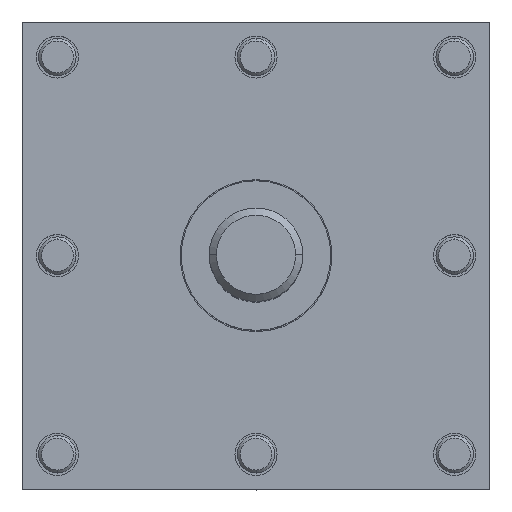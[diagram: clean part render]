
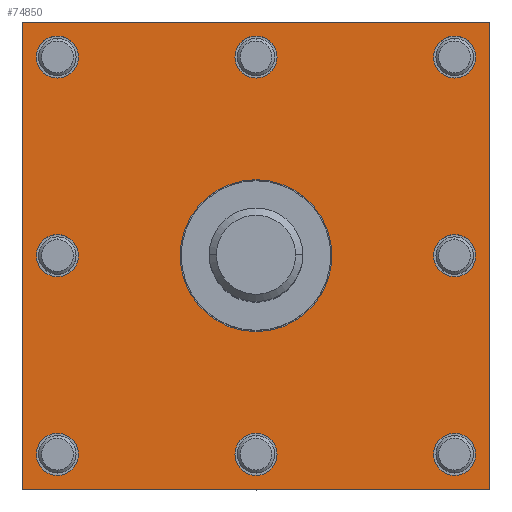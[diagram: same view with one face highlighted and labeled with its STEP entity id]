
A CAD part, top view. The second image highlights one B-rep face of the part: STEP entity #74850.
In plain terms, the highlighted face is planar.
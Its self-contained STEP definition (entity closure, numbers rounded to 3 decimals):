
#68840=CARTESIAN_POINT('',(0.,42.5,
0.));
#68850=DIRECTION('',(0.,0.,1.));
#68860=DIRECTION('',(1.,0.,0.));
#68870=AXIS2_PLACEMENT_3D('',#68840,#68850,#68860);
#68880=CIRCLE('',#68870,4.5);
#68890=CARTESIAN_POINT('',(0.,47.,0.
));
#68900=VERTEX_POINT('',#68890);
#68910=CARTESIAN_POINT('',(-4.5,42.5,0.))
;
#68920=VERTEX_POINT('',#68910);
#68930=EDGE_CURVE('',#68900,#68920,#68880,.T.);
#69160=CARTESIAN_POINT('',(4.5,42.5,0.));
#69170=VERTEX_POINT('',#69160);
#69200=EDGE_CURVE('',#69170,#68900,#68880,.T.);
#69340=CARTESIAN_POINT('',(47.,0.,
0.));
#69350=VERTEX_POINT('',#69340);
#69530=CARTESIAN_POINT('',(38.,0.,
0.));
#69540=VERTEX_POINT('',#69530);
#69570=CARTESIAN_POINT('',(42.5,0.,
0.));
#69580=DIRECTION('',(0.,0.,1.));
#69590=DIRECTION('',(1.,0.,0.));
#69600=AXIS2_PLACEMENT_3D('',#69570,#69580,#69590);
#69610=CIRCLE('',#69600,4.5);
#69620=EDGE_CURVE('',#69540,#69350,#69610,.T.);
#69720=CARTESIAN_POINT('',(0.,-42.5,
0.));
#69730=DIRECTION('',(0.,0.,1.));
#69740=DIRECTION('',(1.,0.,0.));
#69750=AXIS2_PLACEMENT_3D('',#69720,#69730,#69740);
#69760=CIRCLE('',#69750,4.5);
#69770=CARTESIAN_POINT('',(0.,-47.,
0.));
#69780=VERTEX_POINT('',#69770);
#69790=CARTESIAN_POINT('',(4.5,-42.5,0.))
;
#69800=VERTEX_POINT('',#69790);
#69810=EDGE_CURVE('',#69780,#69800,#69760,.T.);
#70080=CARTESIAN_POINT('',(-4.5,-42.5,0.));
#70090=VERTEX_POINT('',#70080);
#70120=EDGE_CURVE('',#70090,#69780,#69760,.T.);
#70260=CARTESIAN_POINT('',(-47.,0.,
0.));
#70270=VERTEX_POINT('',#70260);
#70450=CARTESIAN_POINT('',(-38.,0.,0.
));
#70460=VERTEX_POINT('',#70450);
#70490=CARTESIAN_POINT('',(-42.5,0.,
0.));
#70500=DIRECTION('',(0.,0.,1.));
#70510=DIRECTION('',(1.,0.,0.));
#70520=AXIS2_PLACEMENT_3D('',#70490,#70500,#70510);
#70530=CIRCLE('',#70520,4.5);
#70540=EDGE_CURVE('',#70460,#70270,#70530,.T.);
#70640=CARTESIAN_POINT('',(-42.5,42.5,0.));
#70650=DIRECTION('',(0.,0.,1.));
#70660=DIRECTION('',(1.,0.,0.));
#70670=AXIS2_PLACEMENT_3D('',#70640,#70650,#70660);
#70680=CIRCLE('',#70670,4.5);
#70690=CARTESIAN_POINT('',(-42.5,47.,0.));
#70700=VERTEX_POINT('',#70690);
#70710=CARTESIAN_POINT('',(-47.,42.5,0.));
#70720=VERTEX_POINT('',#70710);
#70730=EDGE_CURVE('',#70700,#70720,#70680,.T.);
#70960=CARTESIAN_POINT('',(-38.,42.5,0.));
#70970=VERTEX_POINT('',#70960);
#71000=EDGE_CURVE('',#70970,#70700,#70680,.T.);
#71140=CARTESIAN_POINT('',(38.,42.5,0.));
#71150=VERTEX_POINT('',#71140);
#71330=CARTESIAN_POINT('',(47.,42.5,0.));
#71340=VERTEX_POINT('',#71330);
#71370=CARTESIAN_POINT('',(42.5,42.5,0.));
#71380=DIRECTION('',(0.,0.,1.));
#71390=DIRECTION('',(1.,0.,0.));
#71400=AXIS2_PLACEMENT_3D('',#71370,#71380,#71390);
#71410=CIRCLE('',#71400,4.5);
#71420=EDGE_CURVE('',#71340,#71150,#71410,.T.);
#71520=CARTESIAN_POINT('',(42.5,-42.5,0.));
#71530=DIRECTION('',(0.,0.,1.));
#71540=DIRECTION('',(1.,0.,0.));
#71550=AXIS2_PLACEMENT_3D('',#71520,#71530,#71540);
#71560=CIRCLE('',#71550,4.5);
#71570=CARTESIAN_POINT('',(42.5,-47.,0.));
#71580=VERTEX_POINT('',#71570);
#71590=CARTESIAN_POINT('',(47.,-42.5,0.));
#71600=VERTEX_POINT('',#71590);
#71610=EDGE_CURVE('',#71580,#71600,#71560,.T.);
#71840=CARTESIAN_POINT('',(38.,-42.5,0.));
#71850=VERTEX_POINT('',#71840);
#71880=EDGE_CURVE('',#71850,#71580,#71560,.T.);
#72020=CARTESIAN_POINT('',(-38.,-42.5,0.));
#72030=VERTEX_POINT('',#72020);
#72210=CARTESIAN_POINT('',(-47.,-42.5,0.));
#72220=VERTEX_POINT('',#72210);
#72250=CARTESIAN_POINT('',(-42.5,-42.5,0.));
#72260=DIRECTION('',(0.,0.,1.));
#72270=DIRECTION('',(1.,0.,0.));
#72280=AXIS2_PLACEMENT_3D('',#72250,#72260,#72270);
#72290=CIRCLE('',#72280,4.5);
#72300=EDGE_CURVE('',#72220,#72030,#72290,.T.);
#72540=CARTESIAN_POINT('',(-50.,-50.,0.));
#72550=VERTEX_POINT('',#72540);
#72580=CARTESIAN_POINT('',(-50.,0.,0.));
#72590=DIRECTION('',(0.,1.,0.));
#72600=VECTOR('',#72590,1.);
#72610=LINE('',#72580,#72600);
#72620=CARTESIAN_POINT('',(-50.,50.,0.));
#72630=VERTEX_POINT('',#72620);
#72640=EDGE_CURVE('',#72550,#72630,#72610,.T.);
#73830=CARTESIAN_POINT('',(50.,-50.,0.));
#73840=VERTEX_POINT('',#73830);
#73920=CARTESIAN_POINT('',(50.,50.,0.));
#73930=VERTEX_POINT('',#73920);
#73960=CARTESIAN_POINT('',(50.,0.,0.));
#73970=DIRECTION('',(0.,-1.,0.));
#73980=VECTOR('',#73970,1.);
#73990=LINE('',#73960,#73980);
#74000=EDGE_CURVE('',#73930,#73840,#73990,.T.);
#74050=CARTESIAN_POINT('',(-49.5,49.5,0.));
#74060=DIRECTION('',(0.,0.,-1.));
#74070=DIRECTION('',(-1.,0.,0.));
#74080=AXIS2_PLACEMENT_3D('',#74050,#74060,#74070);
#74090=PLANE('',#74080);
#74100=EDGE_CURVE('',#70270,#70460,#70530,.T.);
#74110=ORIENTED_EDGE('',*,*,#74100,.T.);
#74120=ORIENTED_EDGE('',*,*,#70540,.T.);
#74130=EDGE_LOOP('',(#74120,#74110));
#74140=FACE_BOUND('',#74130,.T.);
#74150=EDGE_CURVE('',#70720,#70970,#70680,.T.);
#74160=ORIENTED_EDGE('',*,*,#74150,.T.);
#74170=ORIENTED_EDGE('',*,*,#70730,.T.);
#74180=ORIENTED_EDGE('',*,*,#71000,.T.);
#74190=EDGE_LOOP('',(#74180,#74170,#74160));
#74200=FACE_BOUND('',#74190,.T.);
#74210=EDGE_CURVE('',#71150,#71340,#71410,.T.);
#74220=ORIENTED_EDGE('',*,*,#74210,.T.);
#74230=ORIENTED_EDGE('',*,*,#71420,.T.);
#74240=EDGE_LOOP('',(#74230,#74220));
#74250=FACE_BOUND('',#74240,.T.);
#74260=EDGE_CURVE('',#71600,#71850,#71560,.T.);
#74270=ORIENTED_EDGE('',*,*,#74260,.T.);
#74280=ORIENTED_EDGE('',*,*,#71610,.T.);
#74290=ORIENTED_EDGE('',*,*,#71880,.T.);
#74300=EDGE_LOOP('',(#74290,#74280,#74270));
#74310=FACE_BOUND('',#74300,.T.);
#74320=EDGE_CURVE('',#72030,#72220,#72290,.T.);
#74330=ORIENTED_EDGE('',*,*,#74320,.T.);
#74340=ORIENTED_EDGE('',*,*,#72300,.T.);
#74350=EDGE_LOOP('',(#74340,#74330));
#74360=FACE_BOUND('',#74350,.T.);
#74370=EDGE_CURVE('',#68920,#69170,#68880,.T.);
#74380=ORIENTED_EDGE('',*,*,#74370,.T.);
#74390=ORIENTED_EDGE('',*,*,#68930,.T.);
#74400=ORIENTED_EDGE('',*,*,#69200,.T.);
#74410=EDGE_LOOP('',(#74400,#74390,#74380));
#74420=FACE_BOUND('',#74410,.T.);
#74430=EDGE_CURVE('',#69350,#69540,#69610,.T.);
#74440=ORIENTED_EDGE('',*,*,#74430,.T.);
#74450=ORIENTED_EDGE('',*,*,#69620,.T.);
#74460=EDGE_LOOP('',(#74450,#74440));
#74470=FACE_BOUND('',#74460,.T.);
#74480=EDGE_CURVE('',#69800,#70090,#69760,.T.);
#74490=ORIENTED_EDGE('',*,*,#74480,.T.);
#74500=ORIENTED_EDGE('',*,*,#69810,.T.);
#74510=ORIENTED_EDGE('',*,*,#70120,.T.);
#74520=EDGE_LOOP('',(#74510,#74500,#74490));
#74530=FACE_BOUND('',#74520,.T.);
#74540=CARTESIAN_POINT('',(0.,0.,0.)
);
#74550=DIRECTION('',(0.,0.,-1.));
#74560=DIRECTION('',(-1.,0.,0.));
#74570=AXIS2_PLACEMENT_3D('',#74540,#74550,#74560);
#74580=CIRCLE('',#74570,16.25);
#74590=CARTESIAN_POINT('',(-16.25,0.,0.));
#74600=VERTEX_POINT('',#74590);
#74610=CARTESIAN_POINT('',(16.25,0.,
0.));
#74620=VERTEX_POINT('',#74610);
#74630=EDGE_CURVE('',#74600,#74620,#74580,.T.);
#74640=ORIENTED_EDGE('',*,*,#74630,.F.);
#74650=EDGE_CURVE('',#74620,#74600,#74580,.T.);
#74660=ORIENTED_EDGE('',*,*,#74650,.F.);
#74670=EDGE_LOOP('',(#74660,#74640));
#74680=FACE_BOUND('',#74670,.T.);
#74690=ORIENTED_EDGE('',*,*,#74000,.T.);
#74700=CARTESIAN_POINT('',(0.,50.,0.));
#74710=DIRECTION('',(1.,0.,0.));
#74720=VECTOR('',#74710,1.);
#74730=LINE('',#74700,#74720);
#74740=EDGE_CURVE('',#72630,#73930,#74730,.T.);
#74750=ORIENTED_EDGE('',*,*,#74740,.T.);
#74760=ORIENTED_EDGE('',*,*,#72640,.T.);
#74770=CARTESIAN_POINT('',(0.,-50.,0.));
#74780=DIRECTION('',(-1.,0.,0.));
#74790=VECTOR('',#74780,1.);
#74800=LINE('',#74770,#74790);
#74810=EDGE_CURVE('',#73840,#72550,#74800,.T.);
#74820=ORIENTED_EDGE('',*,*,#74810,.T.);
#74830=EDGE_LOOP('',(#74820,#74760,#74750,#74690));
#74840=FACE_OUTER_BOUND('',#74830,.T.);
#74850=ADVANCED_FACE('',(#74140,#74200,#74250,#74310,#74360,#74420,
#74470,#74530,#74680,#74840),#74090,.T.);
